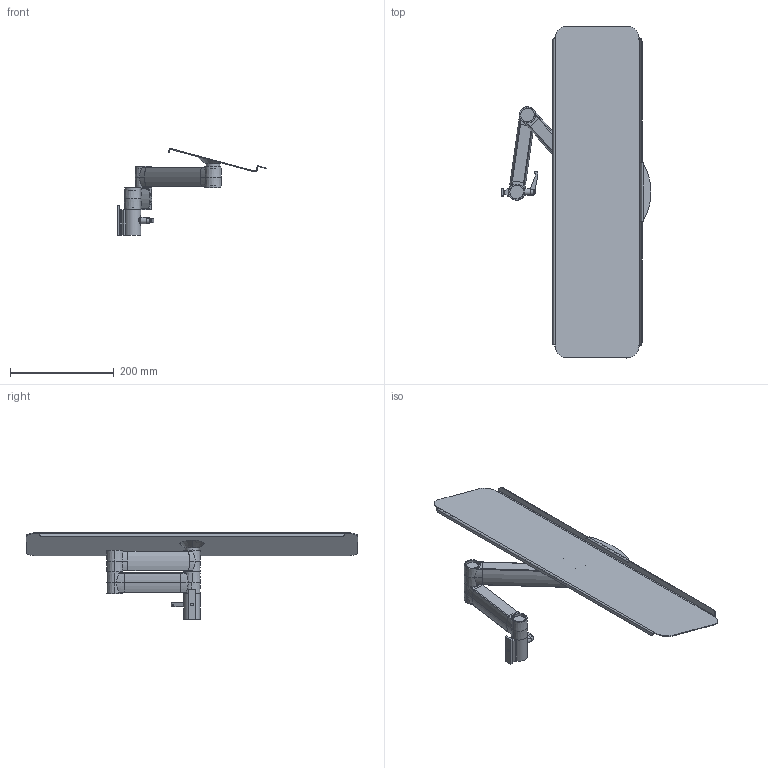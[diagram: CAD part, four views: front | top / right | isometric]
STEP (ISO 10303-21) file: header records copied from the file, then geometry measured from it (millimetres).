
FILE_DESCRIPTION (( 'STEP AP214' ), '1' );
FILE_NAME ('6920512', '2019-01-31T12:08:25', ( '' ), ('JUGARD+KÜNSTNER GmbH'), 'SwSTEP 2.0', 'SolidWorks 2017', '' );
FILE_SCHEMA (( 'AUTOMOTIVE_DESIGN' ));
Length unit declared in the file: millimetre
Products named in the file (14): Kopie von Ausleger110^TSS-Tastaturhalter; Kopie von Lager-Befestigung^Kopie von Lager_TSS-Tastaturhalter; Kopie von Klemmhebel M6x40^Kopie von Lager_TSS-Tastaturhalter; Kopie von Klemmplatte^Kopie von Lager_TSS-Tastaturhalter; Kopie von Lager^TSS-Tastaturhalter; Kopie von 809-0092_Armgelenk_zweiteilig_TSS_4_3^Kopie von Ausleger110_TSS-Tastaturhalter; Kopie von Ausleger160^TSS-Tastaturhalter; Kopie von 809-0092_Armgelenk_zweiteilig_TSS_1_3^Kopie von Ausleger110_TSS-Tastaturhalter; 6920512_CNAJF00; Kopie von Profil A-2-I-160 TSS_1^Kopie von Ausleger160_TSS-Tastaturhalter; Kopie von Profil A-2-I-110 TSS_1^Kopie von Ausleger110_TSS-Tastaturhalter; Kopie von 809-0092_Armgelenk_zweiteilig_TSS_1_2^Kopie von Ausleger160_TSS-Tastaturhalter; Kopie von 6920512^TSS-Tastaturhalter; Kopie von 809-0092_Armgelenk_zweiteilig_TSS_4_2^Kopie von Ausleger160_TSS-Tastaturhalter
Assembly tree (13 placements, depth 3):
  6920512_CNAJF00
    Kopie von 6920512^TSS-Tastaturhalter
    Kopie von Ausleger160^TSS-Tastaturhalter
      Kopie von 809-0092_Armgelenk_zweiteilig_TSS_4_2^Kopie von Ausleger160_TSS-Tastaturhalter
      Kopie von Profil A-2-I-160 TSS_1^Kopie von Ausleger160_TSS-Tastaturhalter
      Kopie von 809-0092_Armgelenk_zweiteilig_TSS_1_2^Kopie von Ausleger160_TSS-Tastaturhalter
    Kopie von Ausleger110^TSS-Tastaturhalter
      Kopie von 809-0092_Armgelenk_zweiteilig_TSS_4_3^Kopie von Ausleger110_TSS-Tastaturhalter
      Kopie von Profil A-2-I-110 TSS_1^Kopie von Ausleger110_TSS-Tastaturhalter
      Kopie von 809-0092_Armgelenk_zweiteilig_TSS_1_3^Kopie von Ausleger110_TSS-Tastaturhalter
    Kopie von Lager^TSS-Tastaturhalter
      Kopie von Klemmplatte^Kopie von Lager_TSS-Tastaturhalter
      Kopie von Klemmhebel M6x40^Kopie von Lager_TSS-Tastaturhalter
      Kopie von Lager-Befestigung^Kopie von Lager_TSS-Tastaturhalter
Bounding box: 288.72 x 640 x 167.49 mm (x, y, z)
Volume: 666720.1 mm3; surface area: 326265.1 mm2
Topology: 10 solids, 10 shells, 220 faces, 530 edges, 343 vertices
Faces by surface type: plane 97, cylinder 74, bspline 26, cone 23
Entity records: 7561 total; most frequent: CARTESIAN_POINT 1900, ORIENTED_EDGE 1060, DIRECTION 1054, EDGE_CURVE 530, AXIS2_PLACEMENT_3D 391, VERTEX_POINT 343, VECTOR 272, LINE 272
